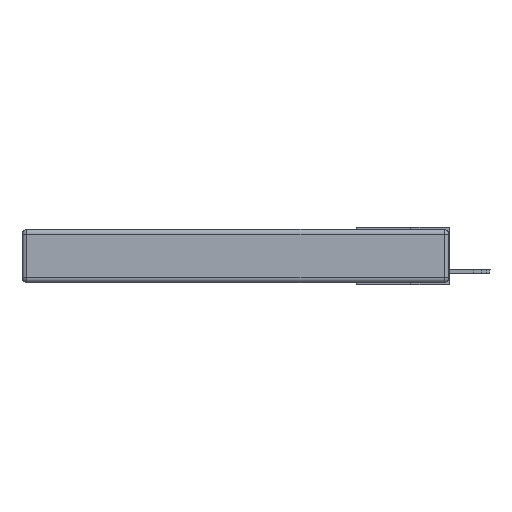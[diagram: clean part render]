
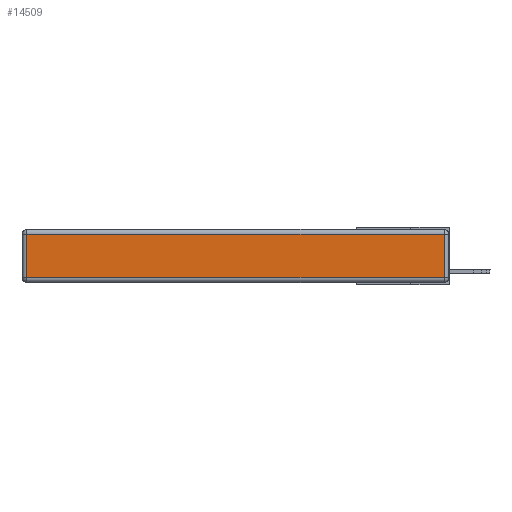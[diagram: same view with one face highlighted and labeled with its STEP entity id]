
A CAD part, left-side view. The second image highlights one B-rep face of the part: STEP entity #14509.
In plain terms, the highlighted planar face has unit normal (-1, 0, 0).
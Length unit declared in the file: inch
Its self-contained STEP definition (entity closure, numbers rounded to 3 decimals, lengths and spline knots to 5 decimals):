
#107 = CARTESIAN_POINT ( 'NONE',  ( 0., 2.72, -0.03 ) ) ;
#580 = EDGE_CURVE ( 'NONE', #5164, #9976, #6407, .T. ) ;
#902 = CARTESIAN_POINT ( 'NONE',  ( 0., 2.72, -0.343 ) ) ;
#2161 = FACE_OUTER_BOUND ( 'NONE', #24470, .T. ) ;
#3111 = ORIENTED_EDGE ( 'NONE', *, *, #24973, .T. ) ;
#3484 = CARTESIAN_POINT ( 'NONE',  ( 0., 0.03, -0.343 ) ) ;
#4028 = DIRECTION ( 'NONE',  ( -1., 0., 0. ) ) ;
#5164 = VERTEX_POINT ( 'NONE', #22737 ) ;
#5886 = PLANE ( 'NONE',  #9088 ) ;
#6296 = ORIENTED_EDGE ( 'NONE', *, *, #11208, .T. ) ;
#6407 = LINE ( 'NONE', #3484, #24706 ) ;
#6670 = VERTEX_POINT ( 'NONE', #16462 ) ;
#6842 = ORIENTED_EDGE ( 'NONE', *, *, #10298, .T. ) ;
#6891 = DIRECTION ( 'NONE',  ( 0., 0., -1. ) ) ;
#7481 = DIRECTION ( 'NONE',  ( 0., 0., 1. ) ) ;
#9088 = AXIS2_PLACEMENT_3D ( 'NONE', #23316, #4028, #10036 ) ;
#9613 = CARTESIAN_POINT ( 'NONE',  ( 0., 2.75, -0.03 ) ) ;
#9976 = VERTEX_POINT ( 'NONE', #16282 ) ;
#10036 = DIRECTION ( 'NONE',  ( 0., 0., 1. ) ) ;
#10150 = CARTESIAN_POINT ( 'NONE',  ( 0., 0., -0.313 ) ) ;
#10298 = EDGE_CURVE ( 'NONE', #6670, #5164, #12465, .T. ) ;
#10993 = VERTEX_POINT ( 'NONE', #107 ) ;
#11208 = EDGE_CURVE ( 'NONE', #10993, #6670, #14588, .T. ) ;
#12465 = LINE ( 'NONE', #10150, #19182 ) ;
#14225 = VECTOR ( 'NONE', #17233, 39.37008 ) ;
#14509 = ADVANCED_FACE ( 'NONE', ( #2161 ), #5886, .T. ) ;
#14588 = LINE ( 'NONE', #902, #17024 ) ;
#15885 = DIRECTION ( 'NONE',  ( 0., -1., 0. ) ) ;
#16282 = CARTESIAN_POINT ( 'NONE',  ( 0., 0.03, -0.03 ) ) ;
#16462 = CARTESIAN_POINT ( 'NONE',  ( 0., 2.72, -0.313 ) ) ;
#17024 = VECTOR ( 'NONE', #6891, 39.37008 ) ;
#17233 = DIRECTION ( 'NONE',  ( 0., 1., 0. ) ) ;
#19182 = VECTOR ( 'NONE', #15885, 39.37008 ) ;
#22737 = CARTESIAN_POINT ( 'NONE',  ( 0., 0.03, -0.313 ) ) ;
#23316 = CARTESIAN_POINT ( 'NONE',  ( 0., 0., -0.343 ) ) ;
#24064 = ORIENTED_EDGE ( 'NONE', *, *, #580, .T. ) ;
#24470 = EDGE_LOOP ( 'NONE', ( #6842, #24064, #3111, #6296 ) ) ;
#24539 = LINE ( 'NONE', #9613, #14225 ) ;
#24706 = VECTOR ( 'NONE', #7481, 39.37008 ) ;
#24973 = EDGE_CURVE ( 'NONE', #9976, #10993, #24539, .T. ) ;
